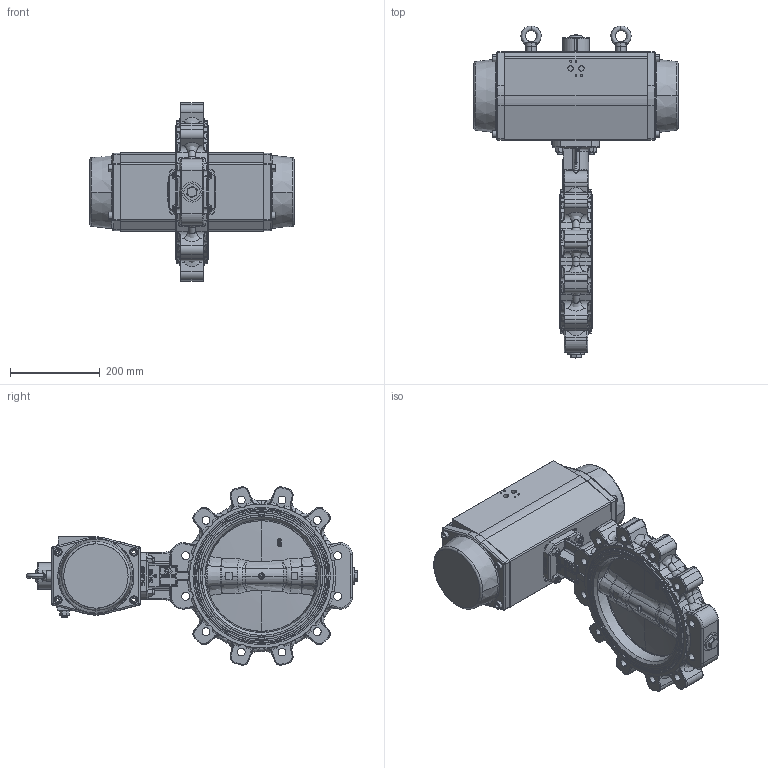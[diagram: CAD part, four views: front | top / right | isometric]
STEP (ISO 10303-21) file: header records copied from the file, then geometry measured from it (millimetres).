
FILE_DESCRIPTION (( 'STEP AP203' ), '1' );
FILE_NAME ('AK02_DN250_pneu._GS.STEP', '2022-11-04T08:25:03', ( '' ), ( '' ), 'SwSTEP 2.0', 'SolidWorks 2021', '' );
FILE_SCHEMA (( 'CONFIG_CONTROL_DESIGN' ));
Products named in the file (1): AK02_DN250_pneu._GS
Bounding box: 454 x 738.3 x 396.59 mm (x, y, z)
Surface area: 845688.2 mm2 (no closed solid volume)
Topology: 0 solids, 386 shells, 1419 faces, 4945 edges, 3834 vertices
Faces by surface type: cylinder 449, plane 318, torus 305, bspline 187, cone 112, sphere 48
Entity records: 98641 total; most frequent: CARTESIAN_POINT 58872, DIRECTION 7905, ORIENTED_EDGE 7221, EDGE_CURVE 4878, VERTEX_POINT 3831, AXIS2_PLACEMENT_3D 3116, CIRCLE 1883, VECTOR 1673
